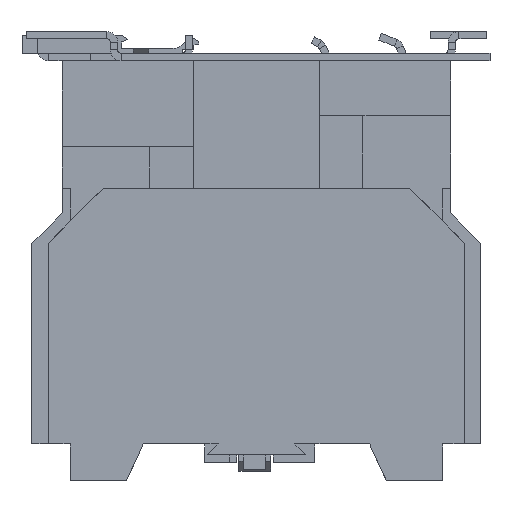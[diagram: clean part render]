
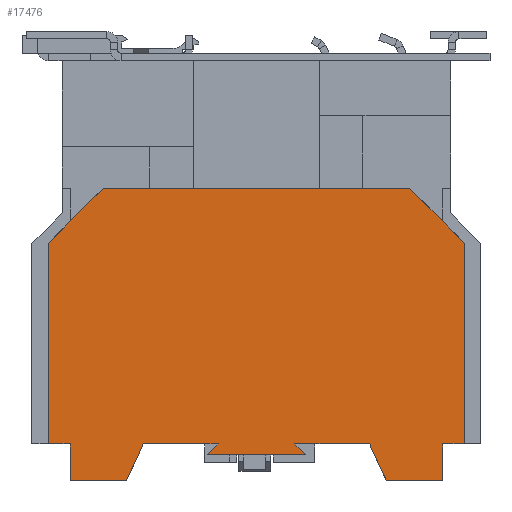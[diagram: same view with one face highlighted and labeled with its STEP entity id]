
A CAD part, front view. The second image highlights one B-rep face of the part: STEP entity #17476.
In plain terms, the highlighted planar face has unit normal (0, -1, 0).
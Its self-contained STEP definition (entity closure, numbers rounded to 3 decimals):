
#180 = CARTESIAN_POINT ( 'NONE',  ( 43.75, -42.7, -117. ) ) ;
#391 = ORIENTED_EDGE ( 'NONE', *, *, #2061, .F. ) ;
#439 = CARTESIAN_POINT ( 'NONE',  ( -64.25, -42.7, -52. ) ) ;
#853 = CARTESIAN_POINT ( 'NONE',  ( 34.75, -42.7, -37. ) ) ;
#1103 = VECTOR ( 'NONE', #5569, 1000. ) ;
#1176 = CARTESIAN_POINT ( 'NONE',  ( -58.25, -42.7, -117. ) ) ;
#1437 = FACE_OUTER_BOUND ( 'NONE', #16765, .T. ) ;
#1484 = ORIENTED_EDGE ( 'NONE', *, *, #19954, .T. ) ;
#1529 = VERTEX_POINT ( 'NONE', #18757 ) ;
#1609 = CARTESIAN_POINT ( 'NONE',  ( -42.877, -42.7, -117. ) ) ;
#1782 = CARTESIAN_POINT ( 'NONE',  ( 43.75, -42.7, -117. ) ) ;
#1806 = ORIENTED_EDGE ( 'NONE', *, *, #21576, .F. ) ;
#1823 = CARTESIAN_POINT ( 'NONE',  ( -49.25, -42.7, -37. ) ) ;
#2061 = EDGE_CURVE ( 'NONE', #10567, #21894, #11854, .T. ) ;
#2501 = CARTESIAN_POINT ( 'NONE',  ( 23.75, -42.7, -107. ) ) ;
#2608 = DIRECTION ( 'NONE',  ( 0.42, 0., -0.908 ) ) ;
#2664 = VECTOR ( 'NONE', #18148, 1000. ) ;
#2685 = ORIENTED_EDGE ( 'NONE', *, *, #15718, .F. ) ;
#2781 = CARTESIAN_POINT ( 'NONE',  ( -64.25, -42.7, -107. ) ) ;
#2782 = EDGE_CURVE ( 'NONE', #18204, #18624, #17914, .T. ) ;
#2939 = CARTESIAN_POINT ( 'NONE',  ( 43.75, -42.7, -117. ) ) ;
#2958 = ORIENTED_EDGE ( 'NONE', *, *, #4779, .T. ) ;
#3003 = VECTOR ( 'NONE', #11345, 1000. ) ;
#3143 = CARTESIAN_POINT ( 'NONE',  ( -64.25, -42.7, -52. ) ) ;
#3168 = VERTEX_POINT ( 'NONE', #1176 ) ;
#3252 = VECTOR ( 'NONE', #18844, 1000. ) ;
#3266 = DIRECTION ( 'NONE',  ( -1., 0., 0. ) ) ;
#3291 = DIRECTION ( 'NONE',  ( -1., 0., 0. ) ) ;
#3300 = ORIENTED_EDGE ( 'NONE', *, *, #13491, .F. ) ;
#3366 = CARTESIAN_POINT ( 'NONE',  ( 54.25, -42.7, -107. ) ) ;
#3367 = CARTESIAN_POINT ( 'NONE',  ( -58.25, -42.7, -117. ) ) ;
#3991 = EDGE_CURVE ( 'NONE', #11834, #7932, #9397, .T. ) ;
#4167 = VECTOR ( 'NONE', #12573, 1000. ) ;
#4326 = CARTESIAN_POINT ( 'NONE',  ( 49.75, -42.7, -52. ) ) ;
#4458 = VECTOR ( 'NONE', #7870, 1000. ) ;
#4619 = EDGE_CURVE ( 'NONE', #21334, #19730, #21391, .T. ) ;
#4708 = VERTEX_POINT ( 'NONE', #19301 ) ;
#4779 = EDGE_CURVE ( 'NONE', #17911, #13654, #14270, .T. ) ;
#5073 = LINE ( 'NONE', #1782, #18380 ) ;
#5258 = EDGE_CURVE ( 'NONE', #21057, #18204, #17406, .T. ) ;
#5317 = DIRECTION ( 'NONE',  ( 0., 0., 1. ) ) ;
#5445 = VERTEX_POINT ( 'NONE', #180 ) ;
#5530 = VECTOR ( 'NONE', #3266, 1000. ) ;
#5569 = DIRECTION ( 'NONE',  ( 0., 0., 1. ) ) ;
#6081 = VERTEX_POINT ( 'NONE', #3143 ) ;
#6165 = CARTESIAN_POINT ( 'NONE',  ( 6.25, -42.7, -110. ) ) ;
#6581 = LINE ( 'NONE', #6165, #4458 ) ;
#7134 = ORIENTED_EDGE ( 'NONE', *, *, #3991, .T. ) ;
#7462 = CARTESIAN_POINT ( 'NONE',  ( 54.25, -42.7, -107. ) ) ;
#7508 = VECTOR ( 'NONE', #15091, 1000. ) ;
#7870 = DIRECTION ( 'NONE',  ( 1., 0., 0. ) ) ;
#7932 = VERTEX_POINT ( 'NONE', #10680 ) ;
#8155 = CARTESIAN_POINT ( 'NONE',  ( -64.25, -42.7, -107. ) ) ;
#8341 = DIRECTION ( 'NONE',  ( 0.707, 0., -0.707 ) ) ;
#8453 = CARTESIAN_POINT ( 'NONE',  ( 49.75, -42.7, -52. ) ) ;
#8497 = CARTESIAN_POINT ( 'NONE',  ( 49.75, -42.7, -107. ) ) ;
#8947 = VECTOR ( 'NONE', #16056, 1000. ) ;
#8953 = ORIENTED_EDGE ( 'NONE', *, *, #9323, .T. ) ;
#9076 = CARTESIAN_POINT ( 'NONE',  ( 54.25, -42.7, -107. ) ) ;
#9323 = EDGE_CURVE ( 'NONE', #10567, #4708, #6581, .T. ) ;
#9397 = LINE ( 'NONE', #19354, #17884 ) ;
#9690 = EDGE_CURVE ( 'NONE', #11834, #1529, #17492, .T. ) ;
#10034 = CARTESIAN_POINT ( 'NONE',  ( 54.25, -42.7, -37. ) ) ;
#10134 = CARTESIAN_POINT ( 'NONE',  ( 49.75, -42.7, -107. ) ) ;
#10567 = VERTEX_POINT ( 'NONE', #21895 ) ;
#10583 = CARTESIAN_POINT ( 'NONE',  ( 43.75, -42.7, -107. ) ) ;
#10680 = CARTESIAN_POINT ( 'NONE',  ( 28.377, -42.7, -117. ) ) ;
#10691 = DIRECTION ( 'NONE',  ( 0., 0., 1. ) ) ;
#10978 = ORIENTED_EDGE ( 'NONE', *, *, #20159, .T. ) ;
#11313 = ORIENTED_EDGE ( 'NONE', *, *, #4619, .F. ) ;
#11345 = DIRECTION ( 'NONE',  ( 0.707, 0., 0.707 ) ) ;
#11371 = DIRECTION ( 'NONE',  ( 0.42, 0., 0.908 ) ) ;
#11522 = VERTEX_POINT ( 'NONE', #10583 ) ;
#11615 = VERTEX_POINT ( 'NONE', #1823 ) ;
#11834 = VERTEX_POINT ( 'NONE', #2501 ) ;
#11854 = LINE ( 'NONE', #14911, #3003 ) ;
#11868 = EDGE_CURVE ( 'NONE', #6081, #19730, #12117, .T. ) ;
#12117 = LINE ( 'NONE', #2781, #19527 ) ;
#12190 = ORIENTED_EDGE ( 'NONE', *, *, #16653, .F. ) ;
#12573 = DIRECTION ( 'NONE',  ( -1., 0., 0. ) ) ;
#12637 = PLANE ( 'NONE',  #14710 ) ;
#12685 = VECTOR ( 'NONE', #11371, 1000. ) ;
#12736 = ORIENTED_EDGE ( 'NONE', *, *, #14953, .F. ) ;
#13239 = ORIENTED_EDGE ( 'NONE', *, *, #11868, .T. ) ;
#13491 = EDGE_CURVE ( 'NONE', #3168, #21334, #17094, .T. ) ;
#13549 = VECTOR ( 'NONE', #17292, 1000. ) ;
#13654 = VERTEX_POINT ( 'NONE', #16355 ) ;
#14066 = CARTESIAN_POINT ( 'NONE',  ( 54.25, -42.7, -107. ) ) ;
#14270 = LINE ( 'NONE', #16342, #12685 ) ;
#14335 = EDGE_CURVE ( 'NONE', #5445, #7932, #20758, .T. ) ;
#14634 = VECTOR ( 'NONE', #3291, 1000. ) ;
#14681 = ORIENTED_EDGE ( 'NONE', *, *, #14335, .F. ) ;
#14710 = AXIS2_PLACEMENT_3D ( 'NONE', #7462, #17722, #10691 ) ;
#14911 = CARTESIAN_POINT ( 'NONE',  ( -20.75, -42.7, -110. ) ) ;
#14953 = EDGE_CURVE ( 'NONE', #17911, #3168, #18883, .T. ) ;
#15091 = DIRECTION ( 'NONE',  ( -1., 0., 0. ) ) ;
#15718 = EDGE_CURVE ( 'NONE', #21894, #13654, #16184, .T. ) ;
#16056 = DIRECTION ( 'NONE',  ( -1., 0., 0. ) ) ;
#16184 = LINE ( 'NONE', #20524, #5530 ) ;
#16342 = CARTESIAN_POINT ( 'NONE',  ( -21.939, -42.7, -71.748 ) ) ;
#16355 = CARTESIAN_POINT ( 'NONE',  ( -38.25, -42.7, -107. ) ) ;
#16537 = ORIENTED_EDGE ( 'NONE', *, *, #9690, .F. ) ;
#16653 = EDGE_CURVE ( 'NONE', #1529, #4708, #20368, .T. ) ;
#16765 = EDGE_LOOP ( 'NONE', ( #2685, #391, #8953, #12190, #16537, #7134, #14681, #1484, #1806, #18021, #19341, #19338, #10978, #13239, #11313, #3300, #12736, #2958 ) ) ;
#16951 = DIRECTION ( 'NONE',  ( 0., 0., 1. ) ) ;
#17094 = LINE ( 'NONE', #17465, #1103 ) ;
#17292 = DIRECTION ( 'NONE',  ( -1., 0., 0. ) ) ;
#17406 = LINE ( 'NONE', #8497, #17937 ) ;
#17465 = CARTESIAN_POINT ( 'NONE',  ( -58.25, -42.7, -117. ) ) ;
#17476 = ADVANCED_FACE ( 'NONE', ( #1437 ), #12637, .F. ) ;
#17492 = LINE ( 'NONE', #9076, #4167 ) ;
#17559 = LINE ( 'NONE', #439, #21516 ) ;
#17722 = DIRECTION ( 'NONE',  ( 0., 1., 0. ) ) ;
#17884 = VECTOR ( 'NONE', #2608, 1000. ) ;
#17911 = VERTEX_POINT ( 'NONE', #1609 ) ;
#17914 = LINE ( 'NONE', #8453, #3252 ) ;
#17937 = VECTOR ( 'NONE', #16951, 1000. ) ;
#18021 = ORIENTED_EDGE ( 'NONE', *, *, #5258, .T. ) ;
#18148 = DIRECTION ( 'NONE',  ( -1., 0., 0. ) ) ;
#18204 = VERTEX_POINT ( 'NONE', #4326 ) ;
#18380 = VECTOR ( 'NONE', #5317, 1000. ) ;
#18624 = VERTEX_POINT ( 'NONE', #853 ) ;
#18757 = CARTESIAN_POINT ( 'NONE',  ( 3.25, -42.7, -107. ) ) ;
#18844 = DIRECTION ( 'NONE',  ( -0.707, 0., 0.707 ) ) ;
#18883 = LINE ( 'NONE', #3367, #14634 ) ;
#18900 = EDGE_CURVE ( 'NONE', #18624, #11615, #20266, .T. ) ;
#19062 = VECTOR ( 'NONE', #8341, 1000. ) ;
#19279 = DIRECTION ( 'NONE',  ( -0.707, 0., -0.707 ) ) ;
#19301 = CARTESIAN_POINT ( 'NONE',  ( 6.25, -42.7, -110. ) ) ;
#19338 = ORIENTED_EDGE ( 'NONE', *, *, #18900, .T. ) ;
#19341 = ORIENTED_EDGE ( 'NONE', *, *, #2782, .T. ) ;
#19354 = CARTESIAN_POINT ( 'NONE',  ( 29.128, -42.7, -118.624 ) ) ;
#19527 = VECTOR ( 'NONE', #21163, 1000. ) ;
#19644 = CARTESIAN_POINT ( 'NONE',  ( -17.75, -42.7, -107. ) ) ;
#19730 = VERTEX_POINT ( 'NONE', #8155 ) ;
#19954 = EDGE_CURVE ( 'NONE', #5445, #11522, #5073, .T. ) ;
#20055 = CARTESIAN_POINT ( 'NONE',  ( 6.25, -42.7, -110. ) ) ;
#20158 = LINE ( 'NONE', #3366, #13549 ) ;
#20159 = EDGE_CURVE ( 'NONE', #11615, #6081, #17559, .T. ) ;
#20266 = LINE ( 'NONE', #10034, #7508 ) ;
#20368 = LINE ( 'NONE', #20055, #19062 ) ;
#20524 = CARTESIAN_POINT ( 'NONE',  ( 54.25, -42.7, -107. ) ) ;
#20758 = LINE ( 'NONE', #2939, #2664 ) ;
#21057 = VERTEX_POINT ( 'NONE', #10134 ) ;
#21163 = DIRECTION ( 'NONE',  ( 0., 0., -1. ) ) ;
#21334 = VERTEX_POINT ( 'NONE', #21509 ) ;
#21391 = LINE ( 'NONE', #14066, #8947 ) ;
#21509 = CARTESIAN_POINT ( 'NONE',  ( -58.25, -42.7, -107. ) ) ;
#21516 = VECTOR ( 'NONE', #19279, 1000. ) ;
#21576 = EDGE_CURVE ( 'NONE', #21057, #11522, #20158, .T. ) ;
#21894 = VERTEX_POINT ( 'NONE', #19644 ) ;
#21895 = CARTESIAN_POINT ( 'NONE',  ( -20.75, -42.7, -110. ) ) ;
